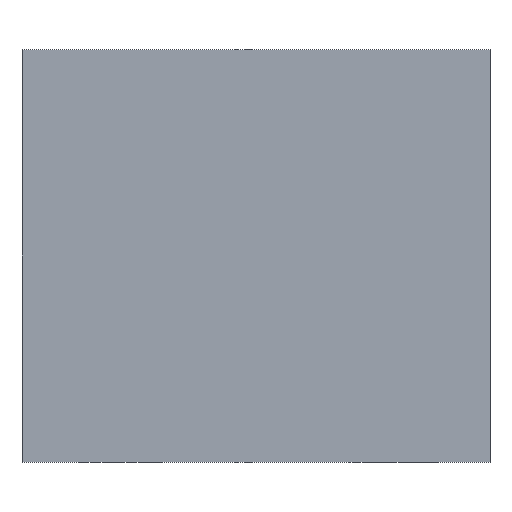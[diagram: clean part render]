
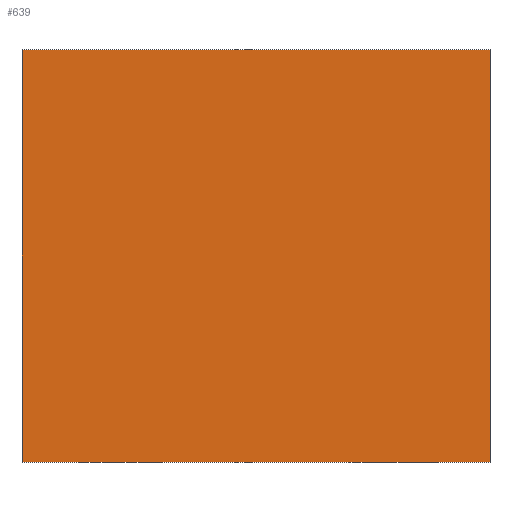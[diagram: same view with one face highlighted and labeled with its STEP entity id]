
A CAD part, front view. The second image highlights one B-rep face of the part: STEP entity #639.
In plain terms, the highlighted planar face has unit normal (0, -1, 0).
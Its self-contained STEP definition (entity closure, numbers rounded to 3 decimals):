
#23 = EDGE_CURVE ( 'NONE', #33, #106, #1004, .T. ) ;
#30 = DIRECTION ( 'NONE',  ( 0., 0., 1. ) ) ;
#33 = VERTEX_POINT ( 'NONE', #1115 ) ;
#48 = DIRECTION ( 'NONE',  ( 0., 0., -1. ) ) ;
#73 = EDGE_CURVE ( 'NONE', #106, #1143, #326, .T. ) ;
#106 = VERTEX_POINT ( 'NONE', #1040 ) ;
#110 = CARTESIAN_POINT ( 'NONE',  ( 67.5, -42.5, 75. ) ) ;
#124 = VECTOR ( 'NONE', #257, 1000. ) ;
#128 = CARTESIAN_POINT ( 'NONE',  ( -17.5, -42.5, 75. ) ) ;
#168 = VERTEX_POINT ( 'NONE', #128 ) ;
#210 = CARTESIAN_POINT ( 'NONE',  ( 67.5, -42.5, 75. ) ) ;
#212 = VECTOR ( 'NONE', #632, 1000. ) ;
#245 = CARTESIAN_POINT ( 'NONE',  ( 67.5, -42.5, 0. ) ) ;
#257 = DIRECTION ( 'NONE',  ( 0., 0., -1. ) ) ;
#263 = ORIENTED_EDGE ( 'NONE', *, *, #283, .T. ) ;
#283 = EDGE_CURVE ( 'NONE', #168, #1143, #526, .T. ) ;
#326 = LINE ( 'NONE', #245, #212 ) ;
#463 = ORIENTED_EDGE ( 'NONE', *, *, #23, .F. ) ;
#495 = DIRECTION ( 'NONE',  ( -1., 0., 0. ) ) ;
#526 = LINE ( 'NONE', #601, #124 ) ;
#544 = CARTESIAN_POINT ( 'NONE',  ( 67.5, -42.5, 75. ) ) ;
#601 = CARTESIAN_POINT ( 'NONE',  ( -17.5, -42.5, 75. ) ) ;
#632 = DIRECTION ( 'NONE',  ( -1., 0., 0. ) ) ;
#633 = CARTESIAN_POINT ( 'NONE',  ( -17.5, -42.5, 0. ) ) ;
#639 = ADVANCED_FACE ( 'NONE', ( #903 ), #899, .F. ) ;
#651 = DIRECTION ( 'NONE',  ( 0., 1., 0. ) ) ;
#789 = AXIS2_PLACEMENT_3D ( 'NONE', #110, #651, #30 ) ;
#792 = ORIENTED_EDGE ( 'NONE', *, *, #1104, .T. ) ;
#885 = VECTOR ( 'NONE', #48, 1000. ) ;
#899 = PLANE ( 'NONE',  #789 ) ;
#903 = FACE_OUTER_BOUND ( 'NONE', #981, .T. ) ;
#968 = ORIENTED_EDGE ( 'NONE', *, *, #73, .F. ) ;
#981 = EDGE_LOOP ( 'NONE', ( #968, #463, #792, #263 ) ) ;
#1004 = LINE ( 'NONE', #210, #885 ) ;
#1040 = CARTESIAN_POINT ( 'NONE',  ( 67.5, -42.5, 0. ) ) ;
#1096 = LINE ( 'NONE', #544, #1151 ) ;
#1104 = EDGE_CURVE ( 'NONE', #33, #168, #1096, .T. ) ;
#1115 = CARTESIAN_POINT ( 'NONE',  ( 67.5, -42.5, 75. ) ) ;
#1143 = VERTEX_POINT ( 'NONE', #633 ) ;
#1151 = VECTOR ( 'NONE', #495, 1000. ) ;
